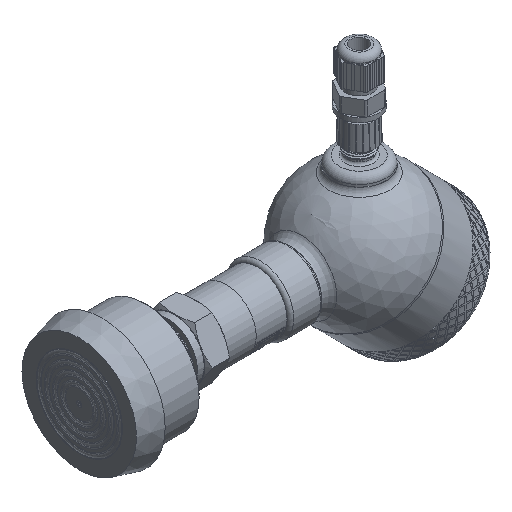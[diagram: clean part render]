
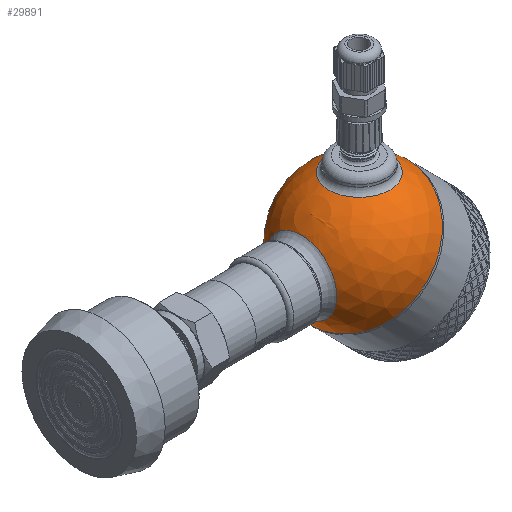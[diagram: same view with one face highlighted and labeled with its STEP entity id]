
A CAD part, isometric view. The second image highlights one B-rep face of the part: STEP entity #29891.
In plain terms, the highlighted spherical face has radius 30 mm.
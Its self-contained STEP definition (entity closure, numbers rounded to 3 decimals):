
#43=SPHERICAL_SURFACE('',#31245,30.);
#359=FACE_BOUND('',#5474,.T.);
#360=FACE_BOUND('',#5475,.T.);
#3416=FACE_OUTER_BOUND('',#5473,.T.);
#5473=EDGE_LOOP('',(#26618,#26619,#26620,#26621));
#5474=EDGE_LOOP('',(#26622));
#5475=EDGE_LOOP('',(#26623));
#6155=CIRCLE('',#31242,15.643);
#6158=CIRCLE('',#31246,30.);
#6159=CIRCLE('',#31247,30.);
#6160=CIRCLE('',#31248,30.);
#6161=CIRCLE('',#31249,13.5);
#13929=VERTEX_POINT('',#74742);
#13931=VERTEX_POINT('',#74748);
#13932=VERTEX_POINT('',#74749);
#13933=VERTEX_POINT('',#74751);
#13934=VERTEX_POINT('',#74754);
#18232=EDGE_CURVE('',#13929,#13929,#6155,.T.);
#18235=EDGE_CURVE('',#13931,#13932,#6158,.T.);
#18236=EDGE_CURVE('',#13931,#13933,#6159,.T.);
#18237=EDGE_CURVE('',#13932,#13931,#6160,.T.);
#18238=EDGE_CURVE('',#13934,#13934,#6161,.T.);
#26618=ORIENTED_EDGE('',*,*,#18235,.F.);
#26619=ORIENTED_EDGE('',*,*,#18236,.T.);
#26620=ORIENTED_EDGE('',*,*,#18236,.F.);
#26621=ORIENTED_EDGE('',*,*,#18237,.F.);
#26622=ORIENTED_EDGE('',*,*,#18232,.F.);
#26623=ORIENTED_EDGE('',*,*,#18238,.F.);
#29891=ADVANCED_FACE('',(#3416,#359,#360),#43,.T.);
#31242=AXIS2_PLACEMENT_3D('',#74743,#34472,#34473);
#31245=AXIS2_PLACEMENT_3D('',#74747,#34478,#34479);
#31246=AXIS2_PLACEMENT_3D('',#74750,#34480,#34481);
#31247=AXIS2_PLACEMENT_3D('',#74752,#34482,#34483);
#31248=AXIS2_PLACEMENT_3D('',#74753,#34484,#34485);
#31249=AXIS2_PLACEMENT_3D('',#74755,#34486,#34487);
#34472=DIRECTION('center_axis',(-0.707,0.,0.707));
#34473=DIRECTION('ref_axis',(0.707,0.,0.707));
#34478=DIRECTION('center_axis',(1.,0.,0.));
#34479=DIRECTION('ref_axis',(0.,-1.,0.));
#34480=DIRECTION('center_axis',(1.,0.,0.));
#34481=DIRECTION('ref_axis',(0.,1.,0.));
#34482=DIRECTION('center_axis',(0.,0.,1.));
#34483=DIRECTION('ref_axis',(0.,1.,0.));
#34484=DIRECTION('center_axis',(1.,0.,0.));
#34485=DIRECTION('ref_axis',(0.,1.,0.));
#34486=DIRECTION('center_axis',(-0.707,0.,-0.707));
#34487=DIRECTION('ref_axis',(-0.707,0.,0.707));
#74742=CARTESIAN_POINT('',(-29.162,0.,7.04));
#74743=CARTESIAN_POINT('Origin',(-18.101,0.,18.101));
#74747=CARTESIAN_POINT('Origin',(0.,0.,0.));
#74748=CARTESIAN_POINT('',(0.,30.,0.));
#74749=CARTESIAN_POINT('',(0.,-30.,0.));
#74750=CARTESIAN_POINT('Origin',(0.,0.,0.));
#74751=CARTESIAN_POINT('',(-30.,0.,0.));
#74752=CARTESIAN_POINT('Origin',(0.,0.,0.));
#74753=CARTESIAN_POINT('Origin',(0.,0.,0.));
#74754=CARTESIAN_POINT('',(-9.398,0.,-28.49));
#74755=CARTESIAN_POINT('Origin',(-18.944,0.,-18.944));
